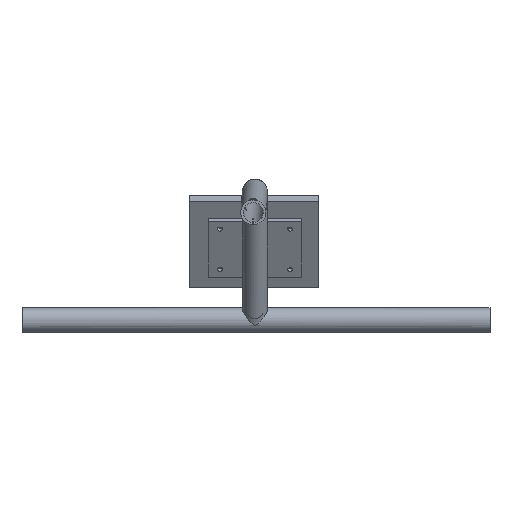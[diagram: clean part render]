
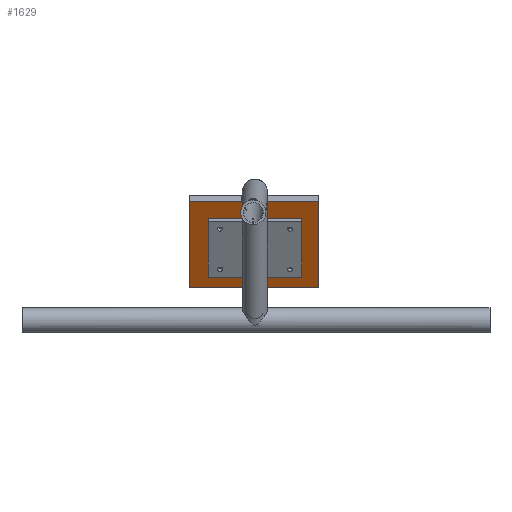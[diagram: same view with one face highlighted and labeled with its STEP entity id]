
A CAD part, front view. The second image highlights one B-rep face of the part: STEP entity #1629.
In plain terms, the highlighted planar face has unit normal (0, -0.866, -0.5).
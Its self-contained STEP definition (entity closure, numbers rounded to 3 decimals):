
#191=PLANE('',#1828);
#292=LINE('',#3362,#396);
#293=LINE('',#3364,#397);
#294=LINE('',#3366,#398);
#295=LINE('',#3367,#399);
#396=VECTOR('',#2267,10.);
#397=VECTOR('',#2268,10.);
#398=VECTOR('',#2269,10.);
#399=VECTOR('',#2270,10.);
#518=FACE_OUTER_BOUND('',#629,.T.);
#629=EDGE_LOOP('',(#1531,#1532,#1533,#1534));
#833=VERTEX_POINT('',#3360);
#834=VERTEX_POINT('',#3361);
#835=VERTEX_POINT('',#3363);
#836=VERTEX_POINT('',#3365);
#1067=EDGE_CURVE('',#833,#834,#292,.T.);
#1068=EDGE_CURVE('',#834,#835,#293,.T.);
#1069=EDGE_CURVE('',#835,#836,#294,.T.);
#1070=EDGE_CURVE('',#836,#833,#295,.T.);
#1531=ORIENTED_EDGE('',*,*,#1067,.T.);
#1532=ORIENTED_EDGE('',*,*,#1068,.T.);
#1533=ORIENTED_EDGE('',*,*,#1069,.T.);
#1534=ORIENTED_EDGE('',*,*,#1070,.T.);
#1629=ADVANCED_FACE('',(#518),#191,.F.);
#1828=AXIS2_PLACEMENT_3D('',#3359,#2265,#2266);
#2265=DIRECTION('center_axis',(0.,0.866,0.5));
#2266=DIRECTION('ref_axis',(1.,0.,0.));
#2267=DIRECTION('',(0.,-0.5,0.866));
#2268=DIRECTION('',(-1.,0.,0.));
#2269=DIRECTION('',(0.,0.5,-0.866));
#2270=DIRECTION('',(1.,0.,0.));
#3359=CARTESIAN_POINT('Origin',(-0.771,984.731,-45.517));
#3360=CARTESIAN_POINT('',(54.229,1005.981,-82.323));
#3361=CARTESIAN_POINT('',(54.229,963.481,-8.711));
#3362=CARTESIAN_POINT('',(54.229,984.731,-45.517));
#3363=CARTESIAN_POINT('',(-55.771,963.481,-8.711));
#3364=CARTESIAN_POINT('',(-0.771,963.481,-8.711));
#3365=CARTESIAN_POINT('',(-55.771,1005.981,-82.323));
#3366=CARTESIAN_POINT('',(-55.771,984.731,-45.517));
#3367=CARTESIAN_POINT('',(-0.771,1005.981,-82.323));
